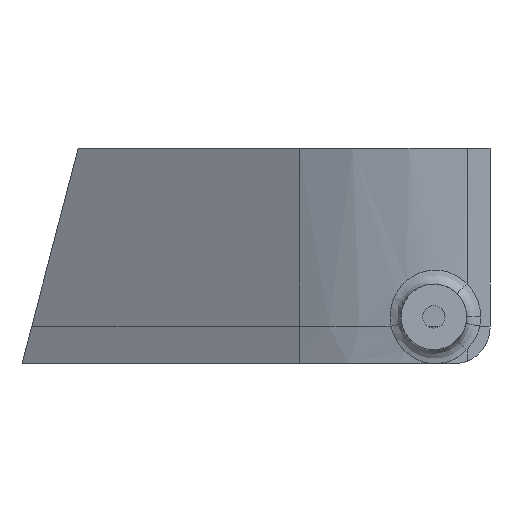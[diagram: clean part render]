
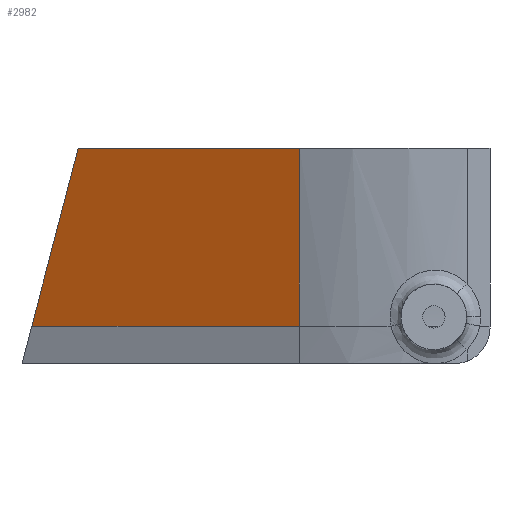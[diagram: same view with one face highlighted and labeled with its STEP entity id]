
A CAD part, front view. The second image highlights one B-rep face of the part: STEP entity #2982.
In plain terms, the highlighted planar face has unit normal (-0.484, -0.875, 0).
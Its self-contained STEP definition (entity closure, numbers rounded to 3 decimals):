
#772 = PLANE('',#773);
#773 = AXIS2_PLACEMENT_3D('',#774,#775,#776);
#774 = CARTESIAN_POINT('',(-38.,-56.,18.));
#775 = DIRECTION('',(-0.968,0.,0.252));
#776 = DIRECTION('',(-0.252,0.,-0.968));
#1993 = EDGE_CURVE('',#1994,#1996,#1998,.T.);
#1994 = VERTEX_POINT('',#1995);
#1995 = CARTESIAN_POINT('',(-38.,-24.316,18.));
#1996 = VERTEX_POINT('',#1997);
#1997 = CARTESIAN_POINT('',(-42.957,-21.577,-1.));
#1998 = SURFACE_CURVE('',#1999,(#2003,#2010),.PCURVE_S1.);
#1999 = LINE('',#2000,#2001);
#2000 = CARTESIAN_POINT('',(-38.423,-24.082,
    16.377));
#2001 = VECTOR('',#2002,1.);
#2002 = DIRECTION('',(-0.25,0.138,-0.958));
#2003 = PCURVE('',#772,#2004);
#2004 = DEFINITIONAL_REPRESENTATION('',(#2005),#2009);
#2005 = LINE('',#2006,#2007);
#2006 = CARTESIAN_POINT('',(1.678,-31.918));
#2007 = VECTOR('',#2008,1.);
#2008 = DIRECTION('',(0.99,-0.138));
#2009 = ( GEOMETRIC_REPRESENTATION_CONTEXT(2) 
PARAMETRIC_REPRESENTATION_CONTEXT() REPRESENTATION_CONTEXT('2D SPACE',''
  ) );
#2010 = PCURVE('',#2011,#2016);
#2011 = PLANE('',#2012);
#2012 = AXIS2_PLACEMENT_3D('',#2013,#2014,#2015);
#2013 = CARTESIAN_POINT('',(-6.,-42.,-1.));
#2014 = DIRECTION('',(-0.484,-0.875,0.));
#2015 = DIRECTION('',(-0.875,0.484,0.));
#2016 = DEFINITIONAL_REPRESENTATION('',(#2017),#2021);
#2017 = LINE('',#2018,#2019);
#2018 = CARTESIAN_POINT('',(37.045,-17.377));
#2019 = VECTOR('',#2020,1.);
#2020 = DIRECTION('',(0.286,0.958));
#2021 = ( GEOMETRIC_REPRESENTATION_CONTEXT(2) 
PARAMETRIC_REPRESENTATION_CONTEXT() REPRESENTATION_CONTEXT('2D SPACE',''
  ) );
#2039 = PLANE('',#2040);
#2040 = AXIS2_PLACEMENT_3D('',#2041,#2042,#2043);
#2041 = CARTESIAN_POINT('',(-19.568,0.,18.));
#2042 = DIRECTION('',(0.,0.,1.));
#2043 = DIRECTION('',(1.,0.,0.));
#2185 = PLANE('',#2186);
#2186 = AXIS2_PLACEMENT_3D('',#2187,#2188,#2189);
#2187 = CARTESIAN_POINT('',(-6.,-42.,-5.));
#2188 = DIRECTION('',(-0.484,-0.875,0.));
#2189 = DIRECTION('',(-0.875,0.484,0.));
#2527 = VERTEX_POINT('',#2528);
#2528 = CARTESIAN_POINT('',(-14.353,-37.384,-1.));
#2566 = CYLINDRICAL_SURFACE('',#2567,37.);
#2567 = AXIS2_PLACEMENT_3D('',#2568,#2569,#2570);
#2568 = CARTESIAN_POINT('',(3.544,-5.,-1.));
#2569 = DIRECTION('',(0.,0.,1.));
#2570 = DIRECTION('',(0.,-1.,0.));
#2982 = ADVANCED_FACE('',(#2983),#2011,.T.);
#2983 = FACE_BOUND('',#2984,.T.);
#2984 = EDGE_LOOP('',(#2985,#3006,#3029,#3050));
#2985 = ORIENTED_EDGE('',*,*,#2986,.F.);
#2986 = EDGE_CURVE('',#2527,#1996,#2987,.T.);
#2987 = SURFACE_CURVE('',#2988,(#2992,#2999),.PCURVE_S1.);
#2988 = LINE('',#2989,#2990);
#2989 = CARTESIAN_POINT('',(-6.,-42.,-1.));
#2990 = VECTOR('',#2991,1.);
#2991 = DIRECTION('',(-0.875,0.484,0.));
#2992 = PCURVE('',#2011,#2993);
#2993 = DEFINITIONAL_REPRESENTATION('',(#2994),#2998);
#2994 = LINE('',#2995,#2996);
#2995 = CARTESIAN_POINT('',(0.,0.));
#2996 = VECTOR('',#2997,1.);
#2997 = DIRECTION('',(1.,0.));
#2998 = ( GEOMETRIC_REPRESENTATION_CONTEXT(2) 
PARAMETRIC_REPRESENTATION_CONTEXT() REPRESENTATION_CONTEXT('2D SPACE',''
  ) );
#2999 = PCURVE('',#2185,#3000);
#3000 = DEFINITIONAL_REPRESENTATION('',(#3001),#3005);
#3001 = LINE('',#3002,#3003);
#3002 = CARTESIAN_POINT('',(0.,-4.));
#3003 = VECTOR('',#3004,1.);
#3004 = DIRECTION('',(1.,0.));
#3005 = ( GEOMETRIC_REPRESENTATION_CONTEXT(2) 
PARAMETRIC_REPRESENTATION_CONTEXT() REPRESENTATION_CONTEXT('2D SPACE',''
  ) );
#3006 = ORIENTED_EDGE('',*,*,#3007,.T.);
#3007 = EDGE_CURVE('',#2527,#3008,#3010,.T.);
#3008 = VERTEX_POINT('',#3009);
#3009 = CARTESIAN_POINT('',(-14.353,-37.384,18.));
#3010 = SURFACE_CURVE('',#3011,(#3015,#3022),.PCURVE_S1.);
#3011 = LINE('',#3012,#3013);
#3012 = CARTESIAN_POINT('',(-14.353,-37.384,-1.));
#3013 = VECTOR('',#3014,1.);
#3014 = DIRECTION('',(0.,0.,1.));
#3015 = PCURVE('',#2011,#3016);
#3016 = DEFINITIONAL_REPRESENTATION('',(#3017),#3021);
#3017 = LINE('',#3018,#3019);
#3018 = CARTESIAN_POINT('',(9.544,0.));
#3019 = VECTOR('',#3020,1.);
#3020 = DIRECTION('',(0.,-1.));
#3021 = ( GEOMETRIC_REPRESENTATION_CONTEXT(2) 
PARAMETRIC_REPRESENTATION_CONTEXT() REPRESENTATION_CONTEXT('2D SPACE',''
  ) );
#3022 = PCURVE('',#2566,#3023);
#3023 = DEFINITIONAL_REPRESENTATION('',(#3024),#3028);
#3024 = LINE('',#3025,#3026);
#3025 = CARTESIAN_POINT('',(-0.505,0.));
#3026 = VECTOR('',#3027,1.);
#3027 = DIRECTION('',(-0.,1.));
#3028 = ( GEOMETRIC_REPRESENTATION_CONTEXT(2) 
PARAMETRIC_REPRESENTATION_CONTEXT() REPRESENTATION_CONTEXT('2D SPACE',''
  ) );
#3029 = ORIENTED_EDGE('',*,*,#3030,.T.);
#3030 = EDGE_CURVE('',#3008,#1994,#3031,.T.);
#3031 = SURFACE_CURVE('',#3032,(#3036,#3043),.PCURVE_S1.);
#3032 = LINE('',#3033,#3034);
#3033 = CARTESIAN_POINT('',(-6.,-42.,18.));
#3034 = VECTOR('',#3035,1.);
#3035 = DIRECTION('',(-0.875,0.484,0.));
#3036 = PCURVE('',#2011,#3037);
#3037 = DEFINITIONAL_REPRESENTATION('',(#3038),#3042);
#3038 = LINE('',#3039,#3040);
#3039 = CARTESIAN_POINT('',(0.,-19.));
#3040 = VECTOR('',#3041,1.);
#3041 = DIRECTION('',(1.,0.));
#3042 = ( GEOMETRIC_REPRESENTATION_CONTEXT(2) 
PARAMETRIC_REPRESENTATION_CONTEXT() REPRESENTATION_CONTEXT('2D SPACE',''
  ) );
#3043 = PCURVE('',#2039,#3044);
#3044 = DEFINITIONAL_REPRESENTATION('',(#3045),#3049);
#3045 = LINE('',#3046,#3047);
#3046 = CARTESIAN_POINT('',(13.568,-42.));
#3047 = VECTOR('',#3048,1.);
#3048 = DIRECTION('',(-0.875,0.484));
#3049 = ( GEOMETRIC_REPRESENTATION_CONTEXT(2) 
PARAMETRIC_REPRESENTATION_CONTEXT() REPRESENTATION_CONTEXT('2D SPACE',''
  ) );
#3050 = ORIENTED_EDGE('',*,*,#1993,.T.);
